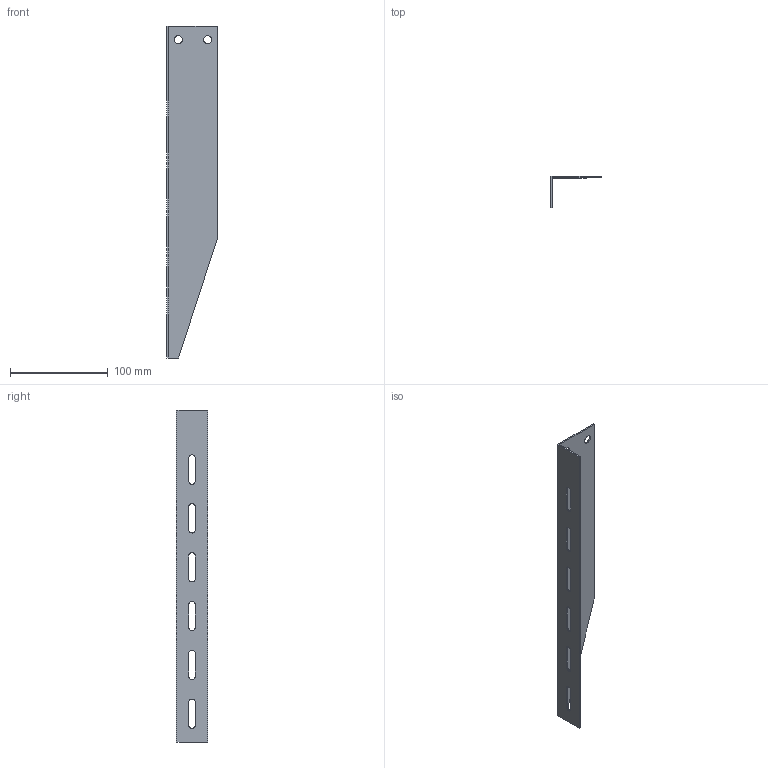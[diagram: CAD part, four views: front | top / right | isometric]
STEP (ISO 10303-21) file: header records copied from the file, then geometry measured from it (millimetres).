
FILE_DESCRIPTION(/* description */ (''),/* implementation_level */ '2;1');
FILE_NAME(/* name */ 'KST300.ipt.stp',/* time_stamp */ '2023-05-17T16:45:31+03:00',/* author */ ('Man88'),/* organization */ (''),/* preprocessor_version */ 'ST-DEVELOPER v19.2',/* originating_system */ 'Autodesk Inventor 2023',/* authorisation */ '');
FILE_SCHEMA (('AUTOMOTIVE_DESIGN { 1 0 10303 214 3 1 1 }'));
Length unit declared in the file: millimetre
Products named in the file (1): Консоль для потолочной 
стойки 300 мм, KST300
Bounding box: 52 x 32 x 340 mm (x, y, z)
Volume: 36476.8 mm3; surface area: 50542.3 mm2
Topology: 1 solids, 1 shells, 39 faces, 111 edges, 74 vertices
Faces by surface type: plane 25, cylinder 14
Full cylindrical faces by diameter (mm): 8.2 x2
Entity records: 1387 total; most frequent: CARTESIAN_POINT 225, ORIENTED_EDGE 222, DIRECTION 219, EDGE_CURVE 111, LINE 83, VECTOR 83, VERTEX_POINT 74, AXIS2_PLACEMENT_3D 68
